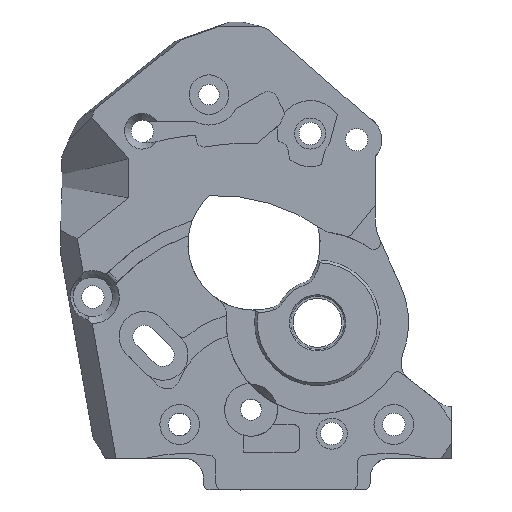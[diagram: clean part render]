
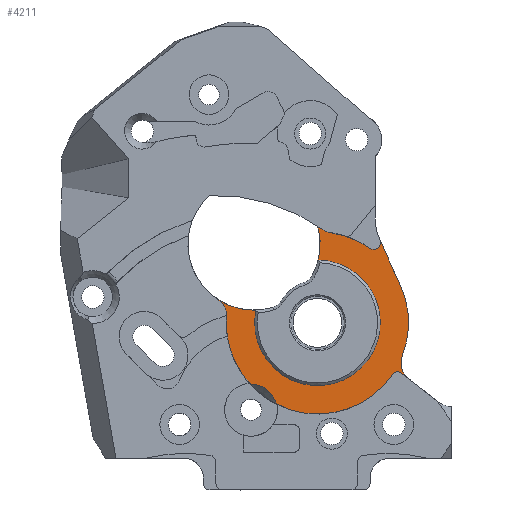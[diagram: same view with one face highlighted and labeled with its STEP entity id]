
A CAD part, front view. The second image highlights one B-rep face of the part: STEP entity #4211.
In plain terms, the highlighted planar face has unit normal (0, -1, 0).
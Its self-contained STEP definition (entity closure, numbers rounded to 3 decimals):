
#284=FACE_OUTER_BOUND('',#539,.T.);
#539=EDGE_LOOP('',(#3159,#3160,#3161,#3162,#3163,#3164,#3165,#3166,#3167,
#3168,#3169,#3170,#3171,#3172,#3173));
#854=LINE('',#6761,#1204);
#876=LINE('',#6993,#1226);
#1204=VECTOR('',#5314,10.);
#1226=VECTOR('',#5396,10.);
#1545=CIRCLE('',#4565,3.);
#1547=CIRCLE('',#4569,3.878);
#1560=CIRCLE('',#4587,13.8);
#1561=CIRCLE('',#4588,1.);
#1562=CIRCLE('',#4589,13.78);
#1563=CIRCLE('',#4590,1.019);
#1564=CIRCLE('',#4591,13.8);
#1565=CIRCLE('',#4592,3.);
#1566=CIRCLE('',#4593,10.);
#1567=CIRCLE('',#4594,9.5);
#1568=CIRCLE('',#4595,10.);
#1569=CIRCLE('',#4596,3.);
#1570=CIRCLE('',#4597,13.8);
#1885=VERTEX_POINT('',#6758);
#1886=VERTEX_POINT('',#6760);
#1890=VERTEX_POINT('',#6856);
#1893=VERTEX_POINT('',#6869);
#1895=VERTEX_POINT('',#6877);
#1922=VERTEX_POINT('',#6987);
#1923=VERTEX_POINT('',#6990);
#1924=VERTEX_POINT('',#6992);
#1925=VERTEX_POINT('',#6994);
#1926=VERTEX_POINT('',#6996);
#1927=VERTEX_POINT('',#6998);
#1928=VERTEX_POINT('',#7000);
#1929=VERTEX_POINT('',#7002);
#1930=VERTEX_POINT('',#7004);
#1931=VERTEX_POINT('',#7006);
#2345=EDGE_CURVE('',#1886,#1885,#854,.T.);
#2356=EDGE_CURVE('',#1890,#1885,#1545,.T.);
#2362=EDGE_CURVE('',#1895,#1893,#1547,.T.);
#2395=EDGE_CURVE('',#1893,#1922,#1560,.T.);
#2396=EDGE_CURVE('',#1886,#1922,#1561,.F.);
#2397=EDGE_CURVE('',#1923,#1890,#1562,.T.);
#2398=EDGE_CURVE('',#1924,#1923,#876,.T.);
#2399=EDGE_CURVE('',#1925,#1924,#1563,.T.);
#2400=EDGE_CURVE('',#1925,#1926,#1564,.T.);
#2401=EDGE_CURVE('',#1927,#1926,#1565,.F.);
#2402=EDGE_CURVE('',#1927,#1928,#1566,.T.);
#2403=EDGE_CURVE('',#1929,#1928,#1567,.T.);
#2404=EDGE_CURVE('',#1930,#1929,#1568,.T.);
#2405=EDGE_CURVE('',#1931,#1930,#1569,.F.);
#2406=EDGE_CURVE('',#1931,#1895,#1570,.T.);
#3159=ORIENTED_EDGE('',*,*,#2362,.T.);
#3160=ORIENTED_EDGE('',*,*,#2395,.T.);
#3161=ORIENTED_EDGE('',*,*,#2396,.F.);
#3162=ORIENTED_EDGE('',*,*,#2345,.T.);
#3163=ORIENTED_EDGE('',*,*,#2356,.F.);
#3164=ORIENTED_EDGE('',*,*,#2397,.F.);
#3165=ORIENTED_EDGE('',*,*,#2398,.F.);
#3166=ORIENTED_EDGE('',*,*,#2399,.F.);
#3167=ORIENTED_EDGE('',*,*,#2400,.T.);
#3168=ORIENTED_EDGE('',*,*,#2401,.F.);
#3169=ORIENTED_EDGE('',*,*,#2402,.T.);
#3170=ORIENTED_EDGE('',*,*,#2403,.F.);
#3171=ORIENTED_EDGE('',*,*,#2404,.F.);
#3172=ORIENTED_EDGE('',*,*,#2405,.F.);
#3173=ORIENTED_EDGE('',*,*,#2406,.T.);
#4084=PLANE('',#4586);
#4211=ADVANCED_FACE('',(#284),#4084,.F.);
#4565=AXIS2_PLACEMENT_3D('',#6857,#5331,#5332);
#4569=AXIS2_PLACEMENT_3D('',#6878,#5341,#5342);
#4586=AXIS2_PLACEMENT_3D('',#6986,#5388,#5389);
#4587=AXIS2_PLACEMENT_3D('',#6988,#5390,#5391);
#4588=AXIS2_PLACEMENT_3D('',#6989,#5392,#5393);
#4589=AXIS2_PLACEMENT_3D('',#6991,#5394,#5395);
#4590=AXIS2_PLACEMENT_3D('',#6995,#5397,#5398);
#4591=AXIS2_PLACEMENT_3D('',#6997,#5399,#5400);
#4592=AXIS2_PLACEMENT_3D('',#6999,#5401,#5402);
#4593=AXIS2_PLACEMENT_3D('',#7001,#5403,#5404);
#4594=AXIS2_PLACEMENT_3D('',#7003,#5405,#5406);
#4595=AXIS2_PLACEMENT_3D('',#7005,#5407,#5408);
#4596=AXIS2_PLACEMENT_3D('',#7007,#5409,#5410);
#4597=AXIS2_PLACEMENT_3D('',#7008,#5411,#5412);
#5314=DIRECTION('',(0.789,0.,-0.614));
#5331=DIRECTION('center_axis',(0.,-1.,0.));
#5332=DIRECTION('ref_axis',(-0.964,0.,-0.266));
#5341=DIRECTION('center_axis',(0.,1.,0.));
#5342=DIRECTION('ref_axis',(-0.934,0.,0.356));
#5388=DIRECTION('center_axis',(0.,1.,0.));
#5389=DIRECTION('ref_axis',(0.,0.,
-1.));
#5390=DIRECTION('center_axis',(0.,-1.,0.));
#5391=DIRECTION('ref_axis',(1.,0.,0.));
#5392=DIRECTION('center_axis',(0.,1.,0.));
#5393=DIRECTION('ref_axis',(-0.15,0.,0.989));
#5394=DIRECTION('center_axis',(0.,1.,0.));
#5395=DIRECTION('ref_axis',(1.,0.,0.));
#5396=DIRECTION('',(0.413,0.,-0.911));
#5397=DIRECTION('center_axis',(0.,-1.,0.));
#5398=DIRECTION('ref_axis',(0.574,0.,0.819));
#5399=DIRECTION('center_axis',(0.,-1.,0.));
#5400=DIRECTION('ref_axis',(1.,0.,0.));
#5401=DIRECTION('center_axis',(0.,1.,0.));
#5402=DIRECTION('ref_axis',(-0.628,0.,-0.778));
#5403=DIRECTION('center_axis',(0.,1.,0.));
#5404=DIRECTION('ref_axis',(0.627,0.,-0.779));
#5405=DIRECTION('center_axis',(0.,-1.,0.));
#5406=DIRECTION('ref_axis',(-1.,0.,0.));
#5407=DIRECTION('center_axis',(0.,-1.,0.));
#5408=DIRECTION('ref_axis',(-0.627,0.,0.779));
#5409=DIRECTION('center_axis',(0.,1.,0.));
#5410=DIRECTION('ref_axis',(0.894,0.,0.448));
#5411=DIRECTION('center_axis',(0.,-1.,0.));
#5412=DIRECTION('ref_axis',(1.,0.,0.));
#6758=CARTESIAN_POINT('',(18.444,20.,77.833));
#6760=CARTESIAN_POINT('',(17.379,20.,78.662));
#6761=CARTESIAN_POINT('',(0.026,20.,92.178));
#6856=CARTESIAN_POINT('',(17.491,20.,81.288));
#6857=CARTESIAN_POINT('Origin',(20.287,20.,80.2));
#6869=CARTESIAN_POINT('',(-1.617,20.,73.995));
#6877=CARTESIAN_POINT('',(-5.568,20.,77.015));
#6878=CARTESIAN_POINT('Origin',(-5.4,20.,73.141));
#6986=CARTESIAN_POINT('Origin',(4.25,20.,86.676));
#6987=CARTESIAN_POINT('',(16.154,20.,78.665));
#6988=CARTESIAN_POINT('Origin',(4.651,20.,86.289));
#6989=CARTESIAN_POINT('Origin',(16.764,20.,77.873));
#6990=CARTESIAN_POINT('',(17.199,20.,91.984));
#6991=CARTESIAN_POINT('Origin',(4.651,20.,86.289));
#6992=CARTESIAN_POINT('',(14.085,20.,98.845));
#6993=CARTESIAN_POINT('',(14.322,20.,98.323));
#6994=CARTESIAN_POINT('',(12.572,20.,97.589));
#6995=CARTESIAN_POINT('Origin',(13.157,20.,98.424));
#6996=CARTESIAN_POINT('',(6.262,20.,99.995));
#6997=CARTESIAN_POINT('Origin',(4.651,20.,86.289));
#6998=CARTESIAN_POINT('',(4.399,20.,101.773));
#6999=CARTESIAN_POINT('Origin',(7.201,20.,102.844));
#7000=CARTESIAN_POINT('',(4.763,20.,95.788));
#7001=CARTESIAN_POINT('Origin',(-4.942,20.,98.202));
#7002=CARTESIAN_POINT('',(-4.654,20.,88.206));
#7003=CARTESIAN_POINT('Origin',(4.651,20.,86.289));
#7004=CARTESIAN_POINT('',(-10.423,20.,89.838));
#7005=CARTESIAN_POINT('Origin',(-4.942,20.,98.202));
#7006=CARTESIAN_POINT('',(-9.083,20.,87.639));
#7007=CARTESIAN_POINT('Origin',(-12.067,20.,87.328));
#7008=CARTESIAN_POINT('Origin',(4.651,20.,86.289));
